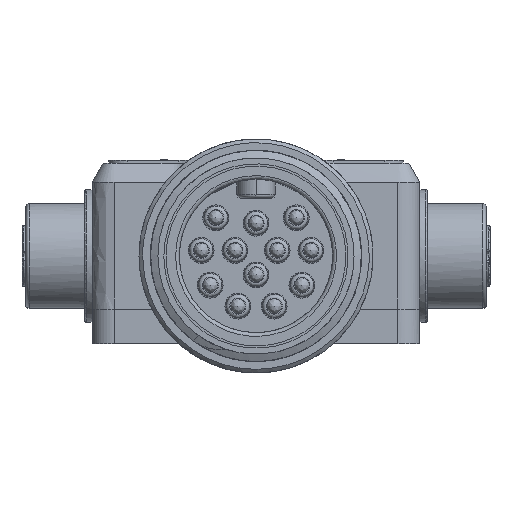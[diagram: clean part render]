
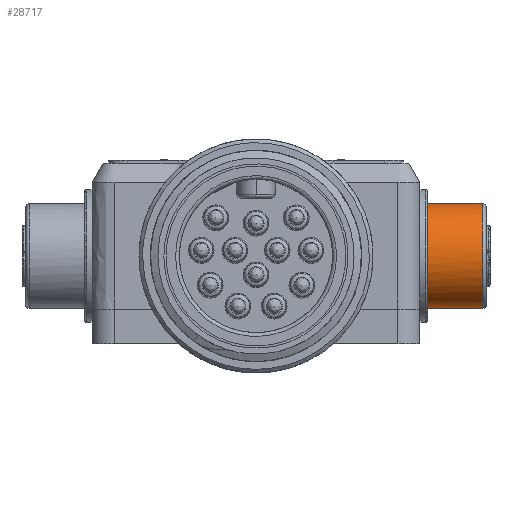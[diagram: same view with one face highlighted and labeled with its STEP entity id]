
A CAD part, front view. The second image highlights one B-rep face of the part: STEP entity #28717.
In plain terms, the highlighted free-form (B-spline) face has degree [1, 2] with [2, 9] control points.
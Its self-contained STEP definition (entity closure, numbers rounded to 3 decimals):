
#27220=CARTESIAN_POINT('',(23.25,32.5,11.9));
#27221=VERTEX_POINT('',#27220);
#27222=CARTESIAN_POINT('',(23.25,25.4,19.));
#27223=VERTEX_POINT('',#27222);
#27224=CARTESIAN_POINT('',(23.25,32.5,11.9));
#27225=CARTESIAN_POINT('',(23.25,32.5,-0.398));
#27226=CARTESIAN_POINT('',(23.25,21.85,5.751));
#27227=CARTESIAN_POINT('',(23.25,11.2,11.9));
#27228=CARTESIAN_POINT('',(23.25,21.85,18.049));
#27229=CARTESIAN_POINT('',(23.25,23.498,19.));
#27230=CARTESIAN_POINT('',(23.25,25.4,19.));
#27231=(BOUNDED_CURVE()B_SPLINE_CURVE(2,(#27224,#27225,#27226,#27227,#27228,#27229,#27230),.CIRCULAR_ARC.,.F.,.U.)B_SPLINE_CURVE_WITH_KNOTS((3,2,2,3),(0.,0.333,0.667,0.756),.UNSPECIFIED.)CURVE()GEOMETRIC_REPRESENTATION_ITEM()RATIONAL_B_SPLINE_CURVE((1.,0.5,1.,0.5,1.,0.866,0.804))REPRESENTATION_ITEM(''));
#27232=EDGE_CURVE('',#27221,#27223,#27231,.T.);
#27234=CARTESIAN_POINT('',(23.25,25.4,19.));
#27235=CARTESIAN_POINT('',(23.25,32.5,19.));
#27236=CARTESIAN_POINT('',(23.25,32.5,11.9));
#27237=(BOUNDED_CURVE()B_SPLINE_CURVE(2,(#27234,#27235,#27236),.CIRCULAR_ARC.,.F.,.U.)B_SPLINE_CURVE_WITH_KNOTS((3,3),(0.756,1.),.UNSPECIFIED.)CURVE()GEOMETRIC_REPRESENTATION_ITEM()RATIONAL_B_SPLINE_CURVE((0.804,0.634,1.))REPRESENTATION_ITEM(''));
#27238=EDGE_CURVE('',#27223,#27221,#27237,.T.);
#28668=CARTESIAN_POINT('',(30.75,25.4,19.));
#28669=CARTESIAN_POINT('',(30.75,18.3,19.));
#28670=CARTESIAN_POINT('',(30.75,18.3,11.9));
#28671=CARTESIAN_POINT('',(30.75,18.3,4.8));
#28672=CARTESIAN_POINT('',(30.75,25.4,4.8));
#28673=CARTESIAN_POINT('',(30.75,32.5,4.8));
#28674=CARTESIAN_POINT('',(30.75,32.5,11.9));
#28675=CARTESIAN_POINT('',(30.75,32.5,19.));
#28676=CARTESIAN_POINT('',(30.75,25.4,19.));
#28677=CARTESIAN_POINT('',(23.25,25.4,19.));
#28678=CARTESIAN_POINT('',(23.25,18.3,19.));
#28679=CARTESIAN_POINT('',(23.25,18.3,11.9));
#28680=CARTESIAN_POINT('',(23.25,18.3,4.8));
#28681=CARTESIAN_POINT('',(23.25,25.4,4.8));
#28682=CARTESIAN_POINT('',(23.25,32.5,4.8));
#28683=CARTESIAN_POINT('',(23.25,32.5,11.9));
#28684=CARTESIAN_POINT('',(23.25,32.5,19.));
#28685=CARTESIAN_POINT('',(23.25,25.4,19.));
#28686=(BOUNDED_SURFACE()B_SPLINE_SURFACE(1,2,((#28668,#28669,#28670,#28671,#28672,#28673,#28674,#28675,#28676),(#28677,#28678,#28679,#28680,#28681,#28682,#28683,#28684,#28685)),.CYLINDRICAL_SURF.,.F.,.T.,.U.)B_SPLINE_SURFACE_WITH_KNOTS((2,2),(3,2,2,2,3),(0.,1.056),(0.,11.153,22.305,33.458,44.611),.UNSPECIFIED.)GEOMETRIC_REPRESENTATION_ITEM()RATIONAL_B_SPLINE_SURFACE(((1.,0.707,1.,0.707,1.,0.707,1.,0.707,1.),(1.,0.707,1.,0.707,1.,0.707,1.,0.707,1.)))REPRESENTATION_ITEM('')SURFACE());
#28687=CARTESIAN_POINT('',(30.75,25.4,4.8));
#28688=VERTEX_POINT('',#28687);
#28689=CARTESIAN_POINT('',(30.75,25.4,19.));
#28690=VERTEX_POINT('',#28689);
#28691=CARTESIAN_POINT('',(30.75,25.4,4.8));
#28692=CARTESIAN_POINT('',(30.75,13.102,4.8));
#28693=CARTESIAN_POINT('',(30.75,19.251,15.45));
#28694=CARTESIAN_POINT('',(30.75,21.301,19.));
#28695=CARTESIAN_POINT('',(30.75,25.4,19.));
#28696=(BOUNDED_CURVE()B_SPLINE_CURVE(2,(#28691,#28692,#28693,#28694,#28695),.CIRCULAR_ARC.,.F.,.U.)B_SPLINE_CURVE_WITH_KNOTS((3,2,3),(0.,0.333,0.5),.UNSPECIFIED.)CURVE()GEOMETRIC_REPRESENTATION_ITEM()RATIONAL_B_SPLINE_CURVE((1.,0.5,1.,0.75,0.75))REPRESENTATION_ITEM(''));
#28697=EDGE_CURVE('',#28688,#28690,#28696,.T.);
#28698=ORIENTED_EDGE('',*,*,#28697,.T.);
#28699=CARTESIAN_POINT('',(30.75,25.4,19.));
#28700=CARTESIAN_POINT('',(23.25,25.4,19.));
#28701=B_SPLINE_CURVE_WITH_KNOTS('',1,(#28699,#28700),.POLYLINE_FORM.,.F.,.U.,(2,2),(0.,1.056),.UNSPECIFIED.);
#28702=EDGE_CURVE('',#28690,#27223,#28701,.T.);
#28703=ORIENTED_EDGE('',*,*,#28702,.T.);
#28704=ORIENTED_EDGE('',*,*,#27232,.F.);
#28705=ORIENTED_EDGE('',*,*,#27238,.F.);
#28706=ORIENTED_EDGE('',*,*,#28702,.F.);
#28707=CARTESIAN_POINT('',(30.75,25.4,19.));
#28708=CARTESIAN_POINT('',(30.75,29.499,19.));
#28709=CARTESIAN_POINT('',(30.75,31.549,15.45));
#28710=CARTESIAN_POINT('',(30.75,37.698,4.8));
#28711=CARTESIAN_POINT('',(30.75,25.4,4.8));
#28712=(BOUNDED_CURVE()B_SPLINE_CURVE(2,(#28707,#28708,#28709,#28710,#28711),.CIRCULAR_ARC.,.F.,.U.)B_SPLINE_CURVE_WITH_KNOTS((3,2,3),(0.5,0.667,1.),.UNSPECIFIED.)CURVE()GEOMETRIC_REPRESENTATION_ITEM()RATIONAL_B_SPLINE_CURVE((0.75,0.75,1.,0.5,1.))REPRESENTATION_ITEM(''));
#28713=EDGE_CURVE('',#28690,#28688,#28712,.T.);
#28714=ORIENTED_EDGE('',*,*,#28713,.T.);
#28715=EDGE_LOOP('',(#28698,#28703,#28704,#28705,#28706,#28714));
#28716=FACE_OUTER_BOUND('',#28715,.T.);
#28717=ADVANCED_FACE('',(#28716),#28686,.T.);
